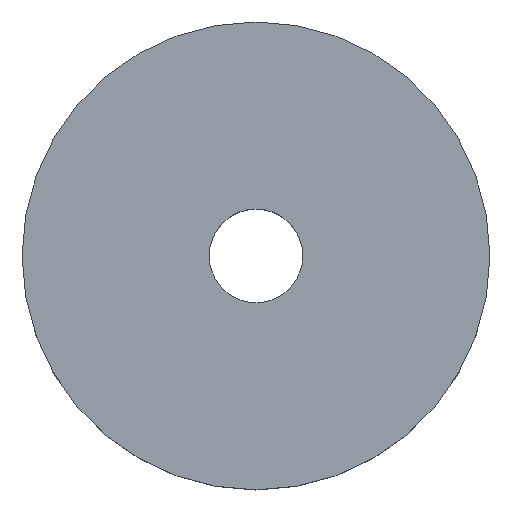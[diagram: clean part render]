
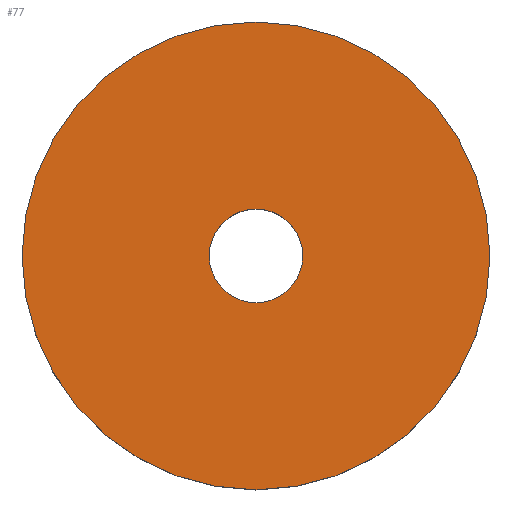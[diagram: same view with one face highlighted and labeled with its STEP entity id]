
A CAD part, top view. The second image highlights one B-rep face of the part: STEP entity #77.
In plain terms, the highlighted planar face has unit normal (0, 0, 1).
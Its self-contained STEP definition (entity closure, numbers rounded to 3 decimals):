
#8 = CIRCLE ( 'NONE', #34, 12.5 ) ;
#9 = CARTESIAN_POINT ( 'NONE',  ( 0., 0., 5. ) ) ;
#15 = CARTESIAN_POINT ( 'NONE',  ( 0., 0., 5. ) ) ;
#16 = CARTESIAN_POINT ( 'NONE',  ( 2.5, 0., 5. ) ) ;
#21 = CIRCLE ( 'NONE', #49, 2.5 ) ;
#23 = VERTEX_POINT ( 'NONE', #55 ) ;
#32 = CARTESIAN_POINT ( 'NONE',  ( -2.5, 0., 5. ) ) ;
#34 = AXIS2_PLACEMENT_3D ( 'NONE', #166, #123, #45 ) ;
#38 = DIRECTION ( 'NONE',  ( 0., 0., 1. ) ) ;
#39 = EDGE_CURVE ( 'NONE', #112, #194, #197, .T. ) ;
#42 = AXIS2_PLACEMENT_3D ( 'NONE', #129, #38, #193 ) ;
#44 = ORIENTED_EDGE ( 'NONE', *, *, #95, .F. ) ;
#45 = DIRECTION ( 'NONE',  ( 1., 0., 0. ) ) ;
#49 = AXIS2_PLACEMENT_3D ( 'NONE', #15, #154, #168 ) ;
#55 = CARTESIAN_POINT ( 'NONE',  ( 12.5, 0., 5. ) ) ;
#59 = ORIENTED_EDGE ( 'NONE', *, *, #150, .T. ) ;
#70 = DIRECTION ( 'NONE',  ( 1., 0., 0. ) ) ;
#72 = PLANE ( 'NONE',  #91 ) ;
#77 = ADVANCED_FACE ( 'NONE', ( #160, #147 ), #72, .T. ) ;
#86 = EDGE_LOOP ( 'NONE', ( #196, #44 ) ) ;
#91 = AXIS2_PLACEMENT_3D ( 'NONE', #9, #134, #70 ) ;
#95 = EDGE_CURVE ( 'NONE', #194, #112, #21, .T. ) ;
#101 = ORIENTED_EDGE ( 'NONE', *, *, #146, .T. ) ;
#112 = VERTEX_POINT ( 'NONE', #32 ) ;
#120 = DIRECTION ( 'NONE',  ( 0., 0., 1. ) ) ;
#123 = DIRECTION ( 'NONE',  ( 0., 0., 1. ) ) ;
#129 = CARTESIAN_POINT ( 'NONE',  ( 0., 0., 5. ) ) ;
#134 = DIRECTION ( 'NONE',  ( 0., 0., 1. ) ) ;
#136 = VERTEX_POINT ( 'NONE', #141 ) ;
#141 = CARTESIAN_POINT ( 'NONE',  ( -12.5, 0., 5. ) ) ;
#145 = AXIS2_PLACEMENT_3D ( 'NONE', #183, #120, #184 ) ;
#146 = EDGE_CURVE ( 'NONE', #23, #136, #181, .T. ) ;
#147 = FACE_BOUND ( 'NONE', #86, .T. ) ;
#150 = EDGE_CURVE ( 'NONE', #136, #23, #8, .T. ) ;
#154 = DIRECTION ( 'NONE',  ( 0., 0., 1. ) ) ;
#160 = FACE_OUTER_BOUND ( 'NONE', #165, .T. ) ;
#165 = EDGE_LOOP ( 'NONE', ( #59, #101 ) ) ;
#166 = CARTESIAN_POINT ( 'NONE',  ( 0., 0., 5. ) ) ;
#168 = DIRECTION ( 'NONE',  ( 1., 0., 0. ) ) ;
#181 = CIRCLE ( 'NONE', #145, 12.5 ) ;
#183 = CARTESIAN_POINT ( 'NONE',  ( 0., 0., 5. ) ) ;
#184 = DIRECTION ( 'NONE',  ( 1., 0., 0. ) ) ;
#193 = DIRECTION ( 'NONE',  ( 1., 0., 0. ) ) ;
#194 = VERTEX_POINT ( 'NONE', #16 ) ;
#196 = ORIENTED_EDGE ( 'NONE', *, *, #39, .F. ) ;
#197 = CIRCLE ( 'NONE', #42, 2.5 ) ;
